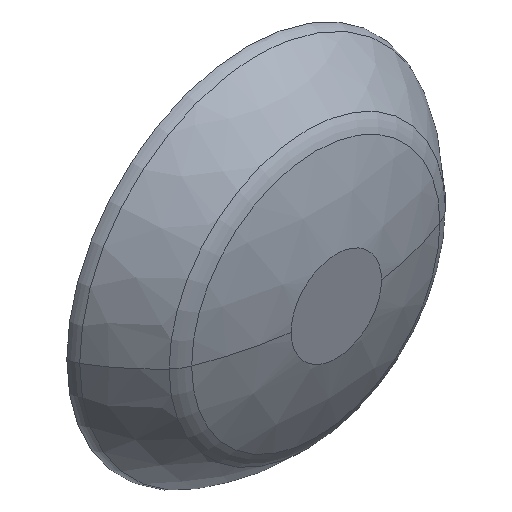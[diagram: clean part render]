
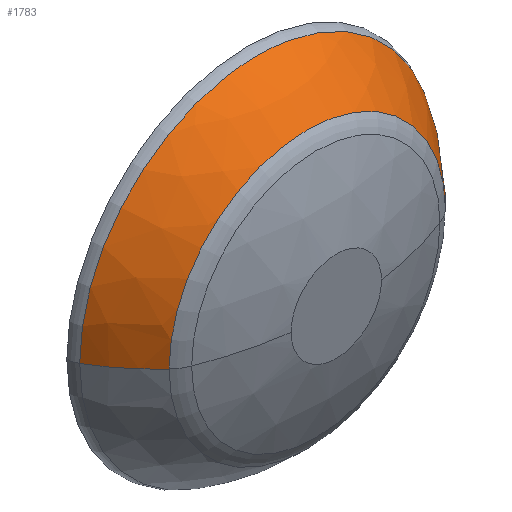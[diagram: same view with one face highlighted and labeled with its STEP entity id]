
A CAD part, isometric view. The second image highlights one B-rep face of the part: STEP entity #1783.
In plain terms, the highlighted spherical face has radius 115.147 mm.
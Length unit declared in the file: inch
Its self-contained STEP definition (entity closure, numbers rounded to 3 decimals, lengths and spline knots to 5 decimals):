
#629 = EDGE_CURVE ( 'NONE', #12639, #2836, #1203, .T. ) ;
#652 = CARTESIAN_POINT ( 'NONE',  ( -3.93388, -0.21959, 0. ) ) ;
#914 = ORIENTED_EDGE ( 'NONE', *, *, #6351, .T. ) ;
#1000 = DIRECTION ( 'NONE',  ( -1., 0., 0. ) ) ;
#1203 = CIRCLE ( 'NONE', #3979, 4.53333 ) ;
#1783 = ADVANCED_FACE ( 'NONE', ( #4525 ), #3514, .T. ) ;
#1837 = CARTESIAN_POINT ( 'NONE',  ( 0., -1.31689, 0. ) ) ;
#1913 = EDGE_LOOP ( 'NONE', ( #7812, #914, #11004, #12210 ) ) ;
#1953 = DIRECTION ( 'NONE',  ( -1., 0., 0. ) ) ;
#2524 = DIRECTION ( 'NONE',  ( -1., 0., 0. ) ) ;
#2587 = DIRECTION ( 'NONE',  ( 0., 0., 1. ) ) ;
#2659 = CARTESIAN_POINT ( 'NONE',  ( -3.05404, -1.31689, 0. ) ) ;
#2836 = VERTEX_POINT ( 'NONE', #652 ) ;
#3092 = VERTEX_POINT ( 'NONE', #9531 ) ;
#3514 = SPHERICAL_SURFACE ( 'NONE', #8634, 4.53333 ) ;
#3979 = AXIS2_PLACEMENT_3D ( 'NONE', #6068, #10166, #1000 ) ;
#4525 = FACE_OUTER_BOUND ( 'NONE', #1913, .T. ) ;
#5214 = AXIS2_PLACEMENT_3D ( 'NONE', #1837, #5919, #10013 ) ;
#5496 = EDGE_CURVE ( 'NONE', #2836, #6422, #12146, .T. ) ;
#5919 = DIRECTION ( 'NONE',  ( 0., 1., 0. ) ) ;
#6068 = CARTESIAN_POINT ( 'NONE',  ( 0., 2.03333, 0. ) ) ;
#6351 = EDGE_CURVE ( 'NONE', #3092, #6422, #7666, .T. ) ;
#6422 = VERTEX_POINT ( 'NONE', #9877 ) ;
#6658 = DIRECTION ( 'NONE',  ( 1., 0., 0. ) ) ;
#6921 = EDGE_CURVE ( 'NONE', #12639, #3092, #10997, .T. ) ;
#7039 = CARTESIAN_POINT ( 'NONE',  ( 0., -0.21959, 0. ) ) ;
#7595 = CARTESIAN_POINT ( 'NONE',  ( 0., 2.03333, 0. ) ) ;
#7666 = CIRCLE ( 'NONE', #9599, 4.53333 ) ;
#7812 = ORIENTED_EDGE ( 'NONE', *, *, #6921, .T. ) ;
#8634 = AXIS2_PLACEMENT_3D ( 'NONE', #7595, #11699, #2524 ) ;
#9531 = CARTESIAN_POINT ( 'NONE',  ( 3.05404, -1.31689, 0. ) ) ;
#9599 = AXIS2_PLACEMENT_3D ( 'NONE', #11767, #2587, #6658 ) ;
#9877 = CARTESIAN_POINT ( 'NONE',  ( 3.93388, -0.21959, 0. ) ) ;
#10013 = DIRECTION ( 'NONE',  ( -1., 0., 0. ) ) ;
#10166 = DIRECTION ( 'NONE',  ( 0., 0., -1. ) ) ;
#10997 = CIRCLE ( 'NONE', #5214, 3.05404 ) ;
#11004 = ORIENTED_EDGE ( 'NONE', *, *, #5496, .F. ) ;
#11126 = DIRECTION ( 'NONE',  ( 0., 1., 0. ) ) ;
#11699 = DIRECTION ( 'NONE',  ( 0., 0., 1. ) ) ;
#11767 = CARTESIAN_POINT ( 'NONE',  ( 0., 2.03333, 0. ) ) ;
#12146 = CIRCLE ( 'NONE', #12560, 3.93388 ) ;
#12210 = ORIENTED_EDGE ( 'NONE', *, *, #629, .F. ) ;
#12560 = AXIS2_PLACEMENT_3D ( 'NONE', #7039, #11126, #1953 ) ;
#12639 = VERTEX_POINT ( 'NONE', #2659 ) ;
